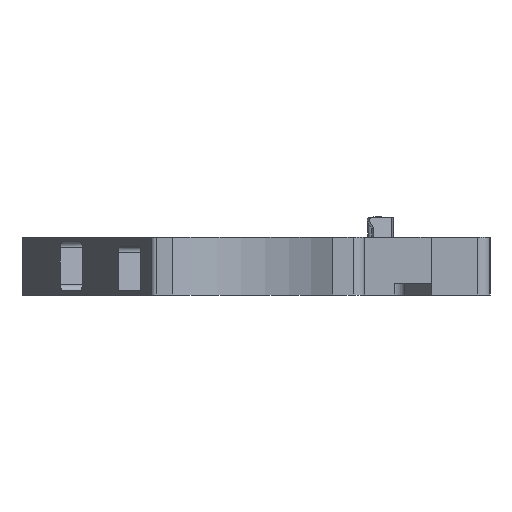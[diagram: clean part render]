
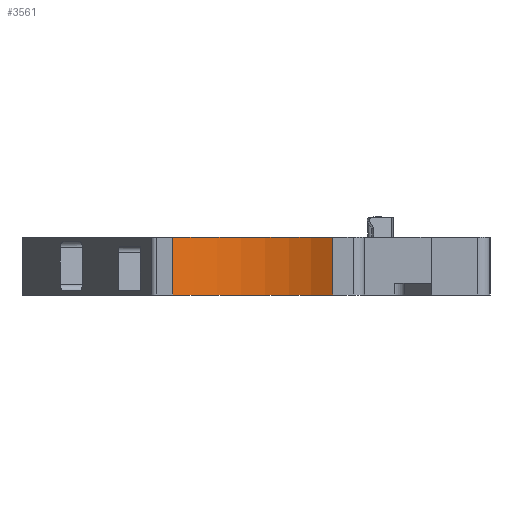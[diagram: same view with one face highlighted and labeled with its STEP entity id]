
A CAD part, left-side view. The second image highlights one B-rep face of the part: STEP entity #3561.
In plain terms, the highlighted cylindrical face has radius 13 mm (diameter 26 mm), a partial arc.
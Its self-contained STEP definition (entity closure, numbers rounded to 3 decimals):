
#109=CIRCLE('',#3789,13.);
#141=CIRCLE('',#3862,13.);
#268=CYLINDRICAL_SURFACE('',#3861,13.);
#713=ORIENTED_EDGE('',*,*,#1714,.F.);
#714=ORIENTED_EDGE('',*,*,#1721,.T.);
#715=ORIENTED_EDGE('',*,*,#1717,.F.);
#716=ORIENTED_EDGE('',*,*,#1578,.F.);
#1578=EDGE_CURVE('',#2099,#2100,#109,.T.);
#1714=EDGE_CURVE('',#2199,#2099,#2499,.F.);
#1717=EDGE_CURVE('',#2100,#2201,#2502,.T.);
#1721=EDGE_CURVE('',#2199,#2201,#141,.T.);
#2099=VERTEX_POINT('',#5597);
#2100=VERTEX_POINT('',#5599);
#2199=VERTEX_POINT('',#6187);
#2201=VERTEX_POINT('',#6192);
#2499=LINE('',#6188,#2833);
#2502=LINE('',#6194,#2836);
#2833=VECTOR('',#4562,1000.);
#2836=VECTOR('',#4567,1000.);
#3036=EDGE_LOOP('',(#713,#714,#715,#716));
#3250=FACE_BOUND('',#3036,.T.);
#3561=ADVANCED_FACE('',(#3250),#268,.F.);
#3789=AXIS2_PLACEMENT_3D('',#5598,#4345,#4346);
#3861=AXIS2_PLACEMENT_3D('',#6201,#4573,#4574);
#3862=AXIS2_PLACEMENT_3D('',#6202,#4575,#4576);
#4345=DIRECTION('',(0.,0.,1.));
#4346=DIRECTION('',(1.,0.,0.));
#4562=DIRECTION('',(0.,0.,1.));
#4567=DIRECTION('',(0.,0.,1.));
#4573=DIRECTION('',(0.,0.,1.));
#4574=DIRECTION('',(1.,0.,0.));
#4575=DIRECTION('',(0.,0.,1.));
#4576=DIRECTION('',(-1.,0.,0.));
#5597=CARTESIAN_POINT('',(-27.,-6.644,0.));
#5598=CARTESIAN_POINT('',(-38.,0.284,0.));
#5599=CARTESIAN_POINT('',(-27.,7.212,0.));
#6187=CARTESIAN_POINT('',(-27.,-6.644,5.));
#6188=CARTESIAN_POINT('',(-27.,-6.644,-62.685));
#6192=CARTESIAN_POINT('',(-27.,7.212,5.));
#6194=CARTESIAN_POINT('',(-27.,7.212,-62.685));
#6201=CARTESIAN_POINT('',(-38.,0.284,-62.685));
#6202=CARTESIAN_POINT('',(-38.,0.284,5.));
